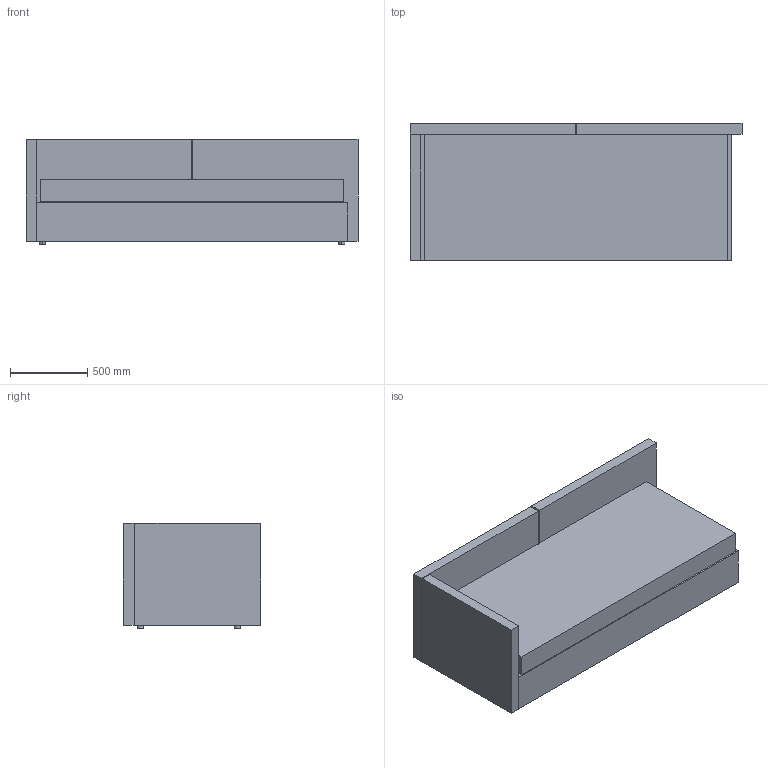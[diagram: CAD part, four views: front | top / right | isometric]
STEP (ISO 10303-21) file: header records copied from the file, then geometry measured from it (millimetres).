
FILE_DESCRIPTION(/* description */ (''),/* implementation_level */ '2;1');
FILE_NAME(/* name */ '3DR0GG~P',/* time_stamp */ '2016-07-22T15:37:08+02:00',/* author */ (''),/* organization */ (''),/* preprocessor_version */ 'ST-DEVELOPER v15',/* originating_system */ '',/* authorisation */ '');
FILE_SCHEMA (('AUTOMOTIVE_DESIGN'));
Length unit declared in the file: millimetre
Products named in the file (1): Document
Bounding box: 2150 x 889.93 x 680 mm (x, y, z)
Volume: 806691205.2 mm3; surface area: 13455242 mm2
Topology: 9 solids, 9 shells, 46 faces, 88 edges, 59 vertices
Faces by surface type: bspline 24, plane 22
Entity records: 1116 total; most frequent: CARTESIAN_POINT 529, ORIENTED_EDGE 168, EDGE_CURVE 84, VERTEX_POINT 56, ADVANCED_FACE 46, FACE_OUTER_BOUND 46, EDGE_LOOP 46, DIRECTION 29
